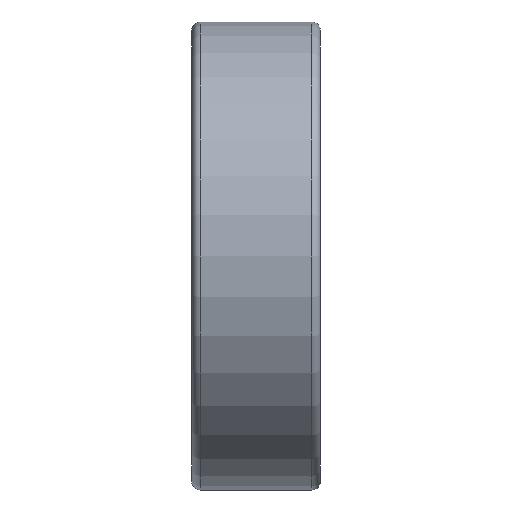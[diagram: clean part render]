
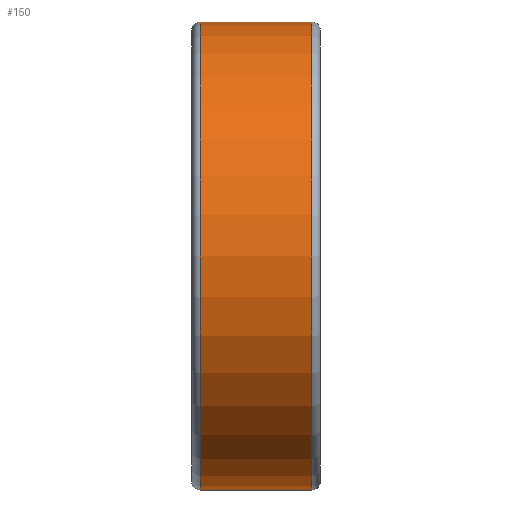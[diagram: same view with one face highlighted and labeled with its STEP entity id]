
A CAD part, front view. The second image highlights one B-rep face of the part: STEP entity #150.
In plain terms, the highlighted cylindrical face has radius 31 mm (diameter 62 mm), a full revolution.
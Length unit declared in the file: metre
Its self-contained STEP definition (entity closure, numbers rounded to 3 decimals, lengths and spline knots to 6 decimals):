
#27=CYLINDRICAL_SURFACE('',#186,0.031);
#48=ORIENTED_EDGE('',*,*,#63,.T.);
#49=ORIENTED_EDGE('',*,*,#62,.F.);
#62=EDGE_CURVE('',#74,#74,#86,.T.);
#63=EDGE_CURVE('',#75,#75,#87,.T.);
#74=VERTEX_POINT('',#271);
#75=VERTEX_POINT('',#274);
#86=CIRCLE('',#185,0.031);
#87=CIRCLE('',#187,0.031);
#108=EDGE_LOOP('',(#48));
#109=EDGE_LOOP('',(#49));
#132=FACE_BOUND('',#108,.T.);
#133=FACE_BOUND('',#109,.T.);
#150=ADVANCED_FACE('',(#132,#133),#27,.T.);
#185=AXIS2_PLACEMENT_3D('',#270,#231,#232);
#186=AXIS2_PLACEMENT_3D('',#272,#233,#234);
#187=AXIS2_PLACEMENT_3D('',#273,#235,#236);
#231=DIRECTION('',(1.,0.,0.));
#232=DIRECTION('',(0.,0.,-1.));
#233=DIRECTION('',(1.,0.,0.));
#234=DIRECTION('',(0.,0.,-1.));
#235=DIRECTION('',(1.,0.,0.));
#236=DIRECTION('',(0.,0.,-1.));
#270=CARTESIAN_POINT('',(0.0159,0.,0.));
#271=CARTESIAN_POINT('',(0.0159,0.,-0.031));
#272=CARTESIAN_POINT('',(0.017,0.,0.));
#273=CARTESIAN_POINT('',(0.0011,0.,0.));
#274=CARTESIAN_POINT('',(0.0011,0.,-0.031));
